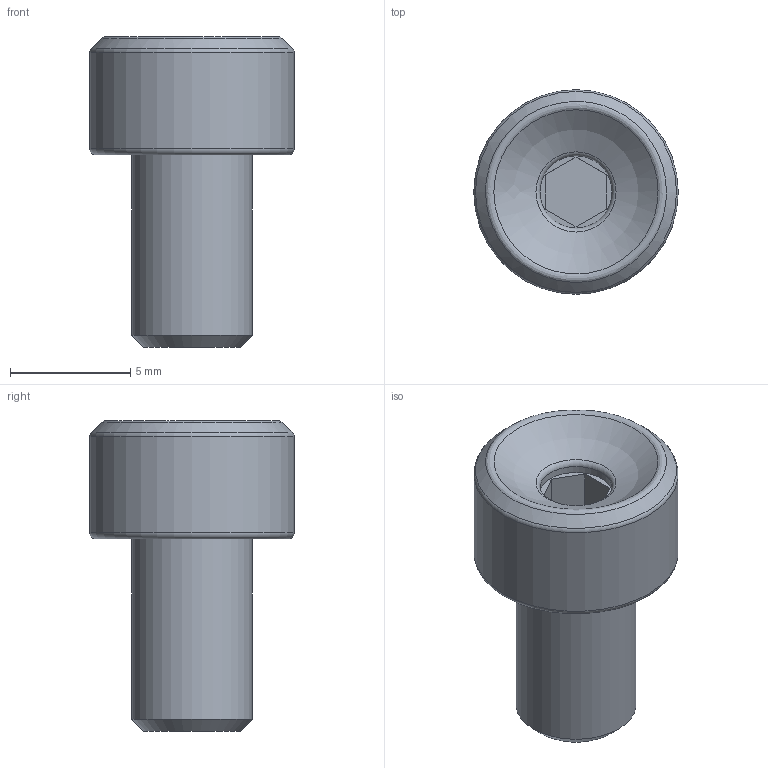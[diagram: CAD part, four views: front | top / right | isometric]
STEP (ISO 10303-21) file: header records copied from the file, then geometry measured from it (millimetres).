
FILE_DESCRIPTION(/* description */ (''),/* implementation_level */ '2;1');
FILE_NAME(/* name */ 'K8800-MC.stp',/* time_stamp */ '2017-11-30T09:54:28+01:00',/* author */ ('jange'),/* organization */ (''),/* preprocessor_version */ 'ST-DEVELOPER v17',/* originating_system */ 'Autodesk Inventor 2018',/* authorisation */ '');
FILE_SCHEMA (('AUTOMOTIVE_DESIGN { 1 0 10303 214 3 1 1 }'));
Length unit declared in the file: millimetre
Products named in the file (1): K8800-MC
Bounding box: 8.5 x 8.5 x 12.91 mm (x, y, z)
Volume: 387.6 mm3; surface area: 380 mm2
Topology: 1 solids, 1 shells, 20 faces, 47 edges, 31 vertices
Faces by surface type: plane 10, torus 3, cylinder 3, cone 2, bspline 1, sphere 1
Full cylindrical faces by diameter (mm): 3 x1, 5 x1, 8.5 x1
Entity records: 684 total; most frequent: CARTESIAN_POINT 172, DIRECTION 103, ORIENTED_EDGE 94, EDGE_CURVE 47, AXIS2_PLACEMENT_3D 40, VERTEX_POINT 31, LINE 23, VECTOR 23
